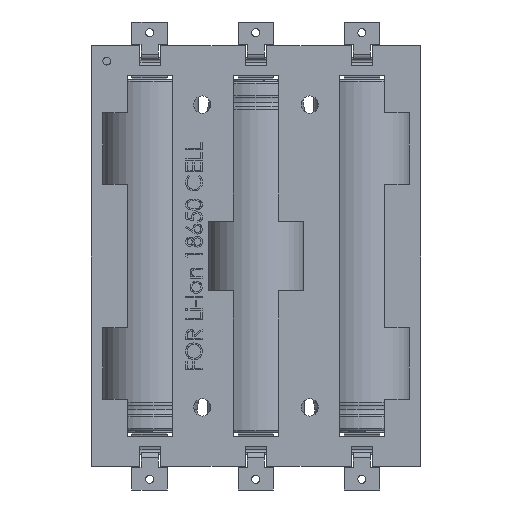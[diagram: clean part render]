
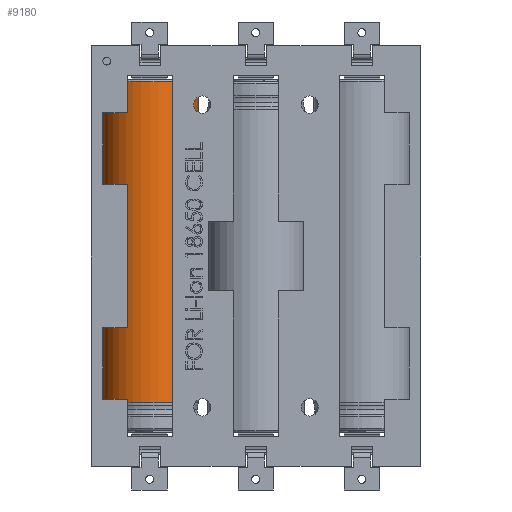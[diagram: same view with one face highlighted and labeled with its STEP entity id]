
A CAD part, front view. The second image highlights one B-rep face of the part: STEP entity #9180.
In plain terms, the highlighted cylindrical face has radius 9 mm (diameter 18 mm), a partial arc.
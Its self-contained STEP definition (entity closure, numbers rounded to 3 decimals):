
#14 = AXIS2_PLACEMENT_3D ( 'NONE', #13943, #3656, #770 ) ;
#357 = ORIENTED_EDGE ( 'NONE', *, *, #2494, .T. ) ;
#401 = CARTESIAN_POINT ( 'NONE',  ( 9., 0., 5.099 ) ) ;
#431 = CARTESIAN_POINT ( 'NONE',  ( 9., 0., 65.4 ) ) ;
#770 = DIRECTION ( 'NONE',  ( 1., 0., 0. ) ) ;
#2431 = CIRCLE ( 'NONE', #14, 9. ) ;
#2494 = EDGE_CURVE ( 'NONE', #9790, #9026, #2431, .T. ) ;
#3204 = ORIENTED_EDGE ( 'NONE', *, *, #15852, .F. ) ;
#3656 = DIRECTION ( 'NONE',  ( 0., 0., -1. ) ) ;
#4715 = VECTOR ( 'NONE', #7924, 1000. ) ;
#5355 = VERTEX_POINT ( 'NONE', #5391 ) ;
#5391 = CARTESIAN_POINT ( 'NONE',  ( -9., 0., 5.099 ) ) ;
#5904 = CARTESIAN_POINT ( 'NONE',  ( 9., 0., 65. ) ) ;
#6057 = EDGE_CURVE ( 'NONE', #5355, #14329, #14651, .T. ) ;
#6323 = AXIS2_PLACEMENT_3D ( 'NONE', #9684, #16705, #9503 ) ;
#6340 = CARTESIAN_POINT ( 'NONE',  ( -9., 0., 65. ) ) ;
#6367 = AXIS2_PLACEMENT_3D ( 'NONE', #10028, #15615, #7075 ) ;
#7075 = DIRECTION ( 'NONE',  ( 1., 0., 0. ) ) ;
#7879 = FACE_OUTER_BOUND ( 'NONE', #18815, .T. ) ;
#7924 = DIRECTION ( 'NONE',  ( 0., 0., -1. ) ) ;
#9026 = VERTEX_POINT ( 'NONE', #6340 ) ;
#9180 = ADVANCED_FACE ( 'NONE', ( #7879 ), #13921, .T. ) ;
#9503 = DIRECTION ( 'NONE',  ( -1., 0., 0. ) ) ;
#9684 = CARTESIAN_POINT ( 'NONE',  ( 0., 0., 65.4 ) ) ;
#9790 = VERTEX_POINT ( 'NONE', #5904 ) ;
#10028 = CARTESIAN_POINT ( 'NONE',  ( 0., 0., 5.099 ) ) ;
#10113 = ORIENTED_EDGE ( 'NONE', *, *, #16425, .T. ) ;
#10462 = CARTESIAN_POINT ( 'NONE',  ( -9., 0., 65.4 ) ) ;
#11805 = DIRECTION ( 'NONE',  ( 0., 0., -1. ) ) ;
#12073 = LINE ( 'NONE', #431, #4715 ) ;
#12102 = LINE ( 'NONE', #10462, #15176 ) ;
#13921 = CYLINDRICAL_SURFACE ( 'NONE', #6323, 9. ) ;
#13943 = CARTESIAN_POINT ( 'NONE',  ( 0., 0., 65. ) ) ;
#14329 = VERTEX_POINT ( 'NONE', #401 ) ;
#14651 = CIRCLE ( 'NONE', #6367, 9. ) ;
#15176 = VECTOR ( 'NONE', #11805, 1000. ) ;
#15615 = DIRECTION ( 'NONE',  ( 0., 0., 1. ) ) ;
#15852 = EDGE_CURVE ( 'NONE', #9790, #14329, #12073, .T. ) ;
#16150 = ORIENTED_EDGE ( 'NONE', *, *, #6057, .T. ) ;
#16425 = EDGE_CURVE ( 'NONE', #9026, #5355, #12102, .T. ) ;
#16705 = DIRECTION ( 'NONE',  ( 0., 0., -1. ) ) ;
#18815 = EDGE_LOOP ( 'NONE', ( #3204, #357, #10113, #16150 ) ) ;
